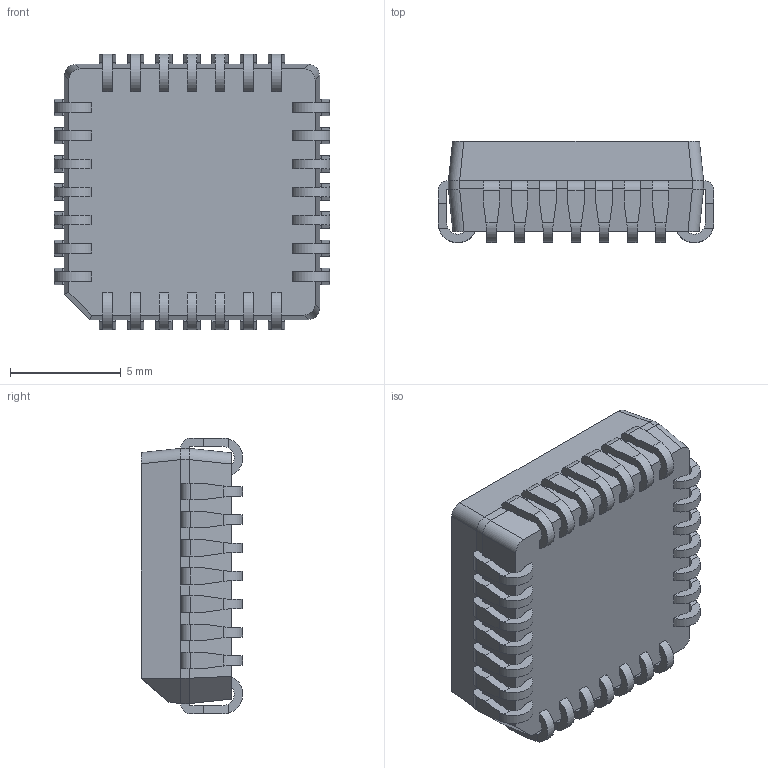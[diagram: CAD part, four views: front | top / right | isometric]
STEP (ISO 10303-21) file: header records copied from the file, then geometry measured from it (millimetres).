
FILE_DESCRIPTION (( 'STEP AP214' ), '1' );
FILE_NAME ('MC10E457FNR2G.STEP', '2021-09-21T11:10:18', ( '' ), ( '' ), 'SwSTEP 2.0', 'SolidWorks 2017', '' );
FILE_SCHEMA (( 'AUTOMOTIVE_DESIGN' ));
Length unit declared in the file: inch
Products named in the file (1): MC10E457FNR2G
Bounding box: 12.45 x 4.57 x 12.45 mm (x, y, z)
Volume: 535.3 mm3; surface area: 635.3 mm2
Topology: 31 solids, 31 shells, 499 faces, 1303 edges, 867 vertices
Faces by surface type: plane 369, cylinder 130
Entity records: 15587 total; most frequent: CARTESIAN_POINT 3096, ORIENTED_EDGE 2606, DIRECTION 2401, EDGE_CURVE 1303, VECTOR 921, LINE 921, VERTEX_POINT 867, AXIS2_PLACEMENT_3D 740
